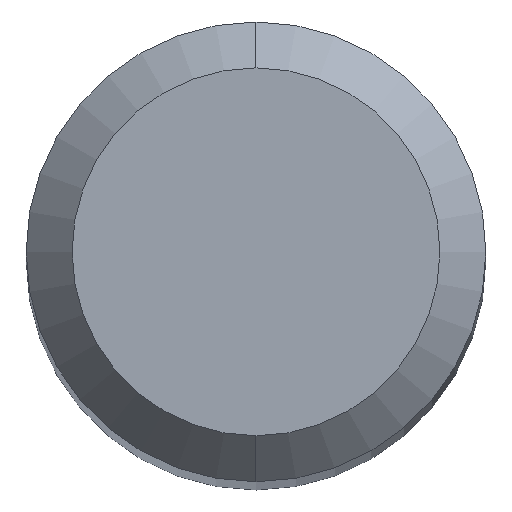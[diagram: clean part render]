
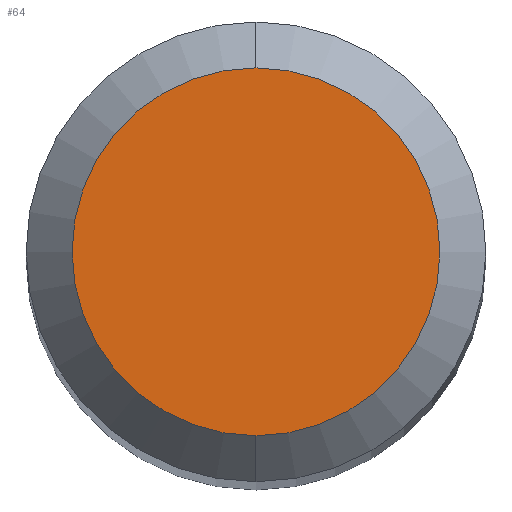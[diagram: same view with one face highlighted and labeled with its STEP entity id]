
A CAD part, top view. The second image highlights one B-rep face of the part: STEP entity #64.
In plain terms, the highlighted planar face has unit normal (0, 0, 1).
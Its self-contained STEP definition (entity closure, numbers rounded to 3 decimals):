
#64=ADVANCED_FACE('',(#138),#139,.T.);
#138=FACE_OUTER_BOUND('',#224,.T.);
#139=PLANE('',#225);
#224=EDGE_LOOP('',(#327,#328));
#225=AXIS2_PLACEMENT_3D('',#329,#330,#331);
#327=ORIENTED_EDGE('',*,*,#445,.F.);
#328=ORIENTED_EDGE('',*,*,#458,.F.);
#329=CARTESIAN_POINT('',(0.,0.6,28.));
#330=DIRECTION('',(0.,0.0,1.0));
#331=DIRECTION('',(0.0,-1.0,0.0));
#445=EDGE_CURVE('',#526,#528,#529,.T.);
#458=EDGE_CURVE('',#528,#526,#546,.T.);
#526=VERTEX_POINT('',#607);
#528=VERTEX_POINT('',#610);
#529=CIRCLE('',#611,1.2);
#546=CIRCLE('',#629,1.2);
#607=CARTESIAN_POINT('',(0.,1.2,28.));
#610=CARTESIAN_POINT('',(0.,-1.2,28.));
#611=AXIS2_PLACEMENT_3D('',#684,#685,#686);
#629=AXIS2_PLACEMENT_3D('',#709,#710,#711);
#684=CARTESIAN_POINT('',(0.,0.,28.));
#685=DIRECTION('',(0.,0.0,-1.0));
#686=DIRECTION('',(0.0,1.0,0.0));
#709=CARTESIAN_POINT('',(0.,0.,28.));
#710=DIRECTION('',(0.,0.0,-1.0));
#711=DIRECTION('',(0.0,1.0,0.0));
